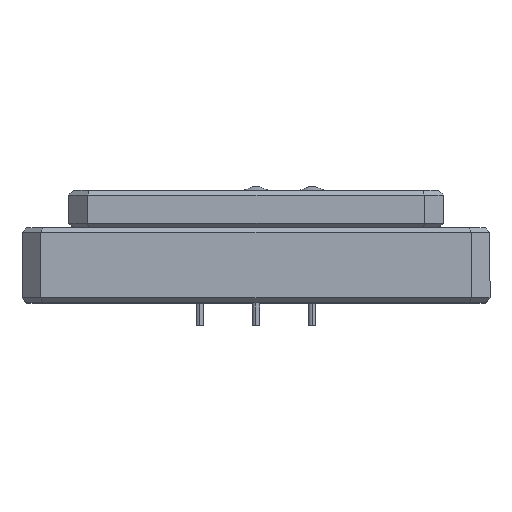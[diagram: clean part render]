
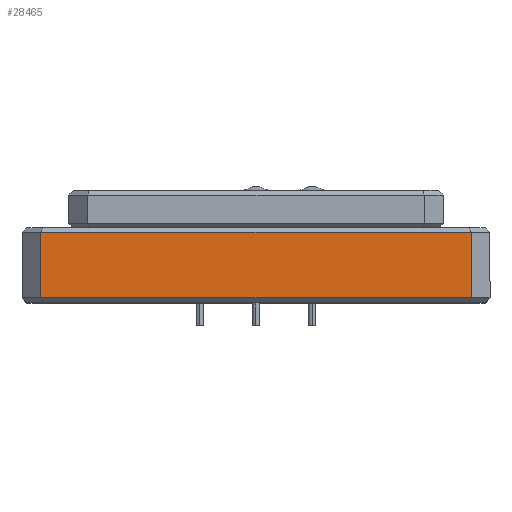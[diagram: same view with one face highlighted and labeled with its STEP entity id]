
A CAD part, top view. The second image highlights one B-rep face of the part: STEP entity #28465.
In plain terms, the highlighted planar face has unit normal (0, 0, 1).
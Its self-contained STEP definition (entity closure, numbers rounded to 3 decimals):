
#2762 = AXIS2_PLACEMENT_3D ( 'NONE', #31982, #14741, #6510 ) ;
#4958 = CARTESIAN_POINT ( 'NONE',  ( 0., 7.5, 25. ) ) ;
#6269 = ORIENTED_EDGE ( 'NONE', *, *, #21181, .T. ) ;
#6510 = DIRECTION ( 'NONE',  ( -1., 0., 0. ) ) ;
#7227 = VERTEX_POINT ( 'NONE', #7853 ) ;
#7853 = CARTESIAN_POINT ( 'NONE',  ( -23., 7.5, 25. ) ) ;
#8546 = VECTOR ( 'NONE', #19197, 1000. ) ;
#9065 = PLANE ( 'NONE',  #2762 ) ;
#13020 = LINE ( 'NONE', #15753, #15521 ) ;
#14741 = DIRECTION ( 'NONE',  ( 0., 0., -1. ) ) ;
#15521 = VECTOR ( 'NONE', #32483, 1000. ) ;
#15753 = CARTESIAN_POINT ( 'NONE',  ( 23., 8., 25. ) ) ;
#16243 = EDGE_CURVE ( 'NONE', #35953, #7227, #23857, .T. ) ;
#16688 = EDGE_LOOP ( 'NONE', ( #32830, #6269, #35432, #21187 ) ) ;
#18631 = LINE ( 'NONE', #4958, #25074 ) ;
#18846 = CARTESIAN_POINT ( 'NONE',  ( -25., 0.5, 25. ) ) ;
#19197 = DIRECTION ( 'NONE',  ( -1., 0., 0. ) ) ;
#21181 = EDGE_CURVE ( 'NONE', #32548, #21817, #13020, .T. ) ;
#21187 = ORIENTED_EDGE ( 'NONE', *, *, #16243, .F. ) ;
#21673 = CARTESIAN_POINT ( 'NONE',  ( -23., 8., 25. ) ) ;
#21817 = VERTEX_POINT ( 'NONE', #29182 ) ;
#22384 = FACE_OUTER_BOUND ( 'NONE', #16688, .T. ) ;
#23857 = LINE ( 'NONE', #21673, #27363 ) ;
#24582 = DIRECTION ( 'NONE',  ( 0., 1., 0. ) ) ;
#25074 = VECTOR ( 'NONE', #27180, 1000. ) ;
#26064 = CARTESIAN_POINT ( 'NONE',  ( 23., 0.5, 25. ) ) ;
#27180 = DIRECTION ( 'NONE',  ( 1., 0., 0. ) ) ;
#27363 = VECTOR ( 'NONE', #24582, 1000. ) ;
#27769 = EDGE_CURVE ( 'NONE', #32548, #35953, #32495, .T. ) ;
#28465 = ADVANCED_FACE ( 'NONE', ( #22384 ), #9065, .F. ) ;
#29182 = CARTESIAN_POINT ( 'NONE',  ( 23., 7.5, 25. ) ) ;
#31982 = CARTESIAN_POINT ( 'NONE',  ( -25., 8., 25. ) ) ;
#32483 = DIRECTION ( 'NONE',  ( 0., 1., 0. ) ) ;
#32495 = LINE ( 'NONE', #18846, #8546 ) ;
#32548 = VERTEX_POINT ( 'NONE', #26064 ) ;
#32830 = ORIENTED_EDGE ( 'NONE', *, *, #27769, .F. ) ;
#34435 = EDGE_CURVE ( 'NONE', #7227, #21817, #18631, .T. ) ;
#35432 = ORIENTED_EDGE ( 'NONE', *, *, #34435, .F. ) ;
#35951 = CARTESIAN_POINT ( 'NONE',  ( -23., 0.5, 25. ) ) ;
#35953 = VERTEX_POINT ( 'NONE', #35951 ) ;
